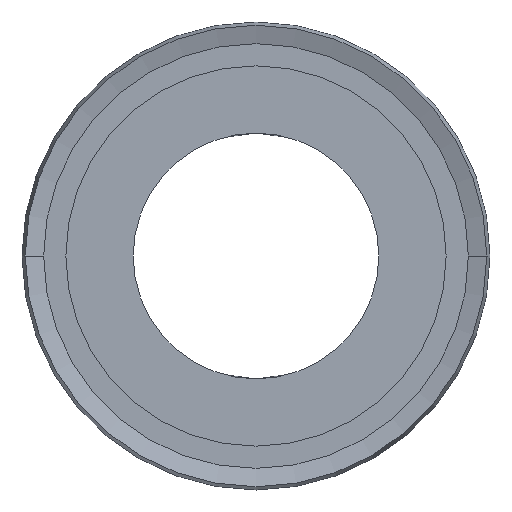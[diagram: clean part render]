
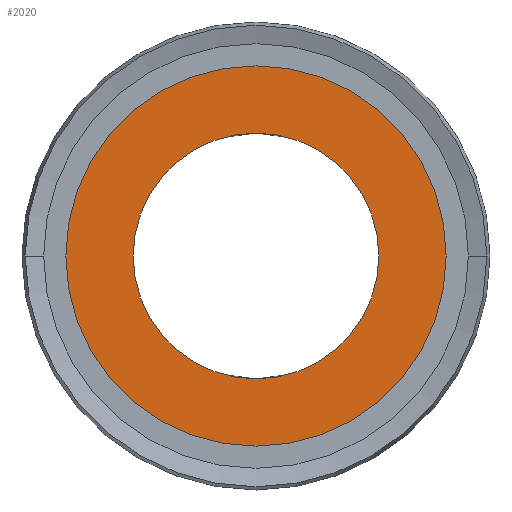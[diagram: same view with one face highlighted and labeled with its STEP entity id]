
A CAD part, left-side view. The second image highlights one B-rep face of the part: STEP entity #2020.
In plain terms, the highlighted planar face has unit normal (-1, 0, 0).
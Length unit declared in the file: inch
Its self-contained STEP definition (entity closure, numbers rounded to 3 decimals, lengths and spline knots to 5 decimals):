
#157 = PLANE ( 'NONE',  #5213 ) ;
#322 = AXIS2_PLACEMENT_3D ( 'NONE', #1220, #2786, #6367 ) ;
#334 = VERTEX_POINT ( 'NONE', #5663 ) ;
#724 = ORIENTED_EDGE ( 'NONE', *, *, #900, .T. ) ;
#795 = VERTEX_POINT ( 'NONE', #2650 ) ;
#819 = CIRCLE ( 'NONE', #3431, 1.01575 ) ;
#900 = EDGE_CURVE ( 'NONE', #334, #5918, #3475, .T. ) ;
#1220 = CARTESIAN_POINT ( 'NONE',  ( 0.0625, 1.087, -1.087 ) ) ;
#1252 = CIRCLE ( 'NONE', #3751, 0.656 ) ;
#1333 = VERTEX_POINT ( 'NONE', #1710 ) ;
#1451 = ORIENTED_EDGE ( 'NONE', *, *, #4904, .T. ) ;
#1661 = DIRECTION ( 'NONE',  ( -1., 0., 0. ) ) ;
#1710 = CARTESIAN_POINT ( 'NONE',  ( 0.0625, 2.10275, -1.087 ) ) ;
#2020 = ADVANCED_FACE ( 'NONE', ( #2716, #3230 ), #157, .T. ) ;
#2271 = CARTESIAN_POINT ( 'NONE',  ( 0.0625, 1.087, -1.087 ) ) ;
#2410 = DIRECTION ( 'NONE',  ( 0., 1., 0. ) ) ;
#2650 = CARTESIAN_POINT ( 'NONE',  ( 0.0625, 0.07125, -1.087 ) ) ;
#2716 = FACE_OUTER_BOUND ( 'NONE', #4530, .T. ) ;
#2786 = DIRECTION ( 'NONE',  ( 1., 0., 0. ) ) ;
#3078 = DIRECTION ( 'NONE',  ( -1., 0., 0. ) ) ;
#3230 = FACE_BOUND ( 'NONE', #3966, .T. ) ;
#3399 = DIRECTION ( 'NONE',  ( 1., 0., 0. ) ) ;
#3431 = AXIS2_PLACEMENT_3D ( 'NONE', #5161, #3078, #2410 ) ;
#3475 = CIRCLE ( 'NONE', #322, 0.656 ) ;
#3665 = CARTESIAN_POINT ( 'NONE',  ( 0.0625, 1.743, -1.087 ) ) ;
#3751 = AXIS2_PLACEMENT_3D ( 'NONE', #2271, #3399, #4356 ) ;
#3966 = EDGE_LOOP ( 'NONE', ( #4243, #724 ) ) ;
#4082 = AXIS2_PLACEMENT_3D ( 'NONE', #6537, #6396, #4315 ) ;
#4171 = ORIENTED_EDGE ( 'NONE', *, *, #4855, .T. ) ;
#4243 = ORIENTED_EDGE ( 'NONE', *, *, #4821, .T. ) ;
#4286 = CARTESIAN_POINT ( 'NONE',  ( 0.0625, 1.087, -1.087 ) ) ;
#4315 = DIRECTION ( 'NONE',  ( 0., 1., 0. ) ) ;
#4356 = DIRECTION ( 'NONE',  ( 0., 1., 0. ) ) ;
#4530 = EDGE_LOOP ( 'NONE', ( #1451, #4171 ) ) ;
#4623 = CIRCLE ( 'NONE', #4082, 1.01575 ) ;
#4821 = EDGE_CURVE ( 'NONE', #5918, #334, #1252, .T. ) ;
#4855 = EDGE_CURVE ( 'NONE', #795, #1333, #4623, .T. ) ;
#4904 = EDGE_CURVE ( 'NONE', #1333, #795, #819, .T. ) ;
#5161 = CARTESIAN_POINT ( 'NONE',  ( 0.0625, 1.087, -1.087 ) ) ;
#5213 = AXIS2_PLACEMENT_3D ( 'NONE', #4286, #1661, #6334 ) ;
#5663 = CARTESIAN_POINT ( 'NONE',  ( 0.0625, 0.431, -1.087 ) ) ;
#5918 = VERTEX_POINT ( 'NONE', #3665 ) ;
#6334 = DIRECTION ( 'NONE',  ( 0., -1., 0. ) ) ;
#6367 = DIRECTION ( 'NONE',  ( 0., 1., 0. ) ) ;
#6396 = DIRECTION ( 'NONE',  ( -1., 0., 0. ) ) ;
#6537 = CARTESIAN_POINT ( 'NONE',  ( 0.0625, 1.087, -1.087 ) ) ;
